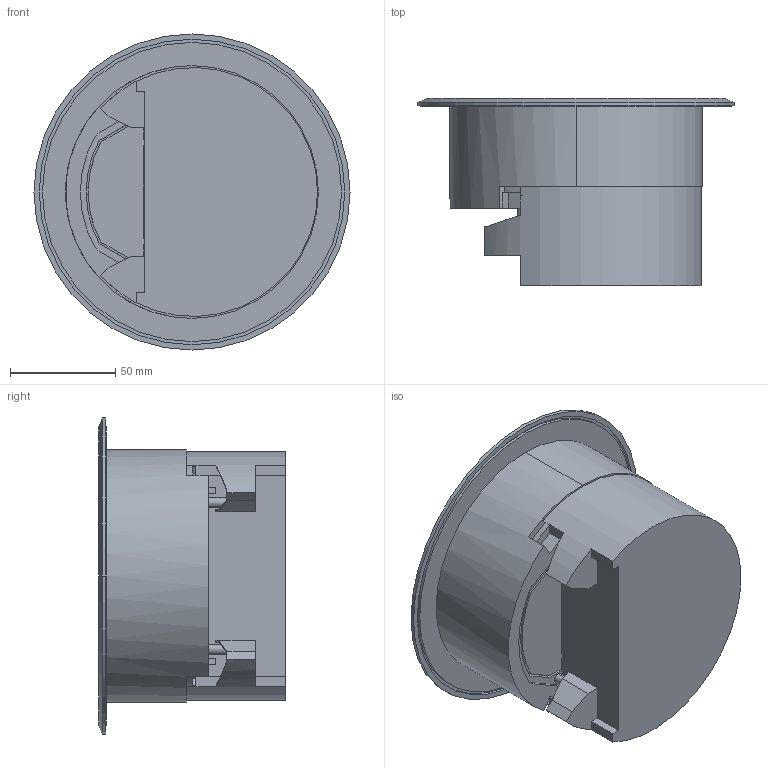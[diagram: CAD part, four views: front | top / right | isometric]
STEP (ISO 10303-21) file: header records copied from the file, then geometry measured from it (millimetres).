
FILE_DESCRIPTION((''),'2;1');
FILE_NAME('BSR02D02KUN_ASM','2023-01-06T14:57:14',('wilhelo'),(''),'CREO PARAMETRIC BY PTC INC, 2022024','CREO PARAMETRIC BY PTC INC, 2022024','');
FILE_SCHEMA(('AUTOMOTIVE_DESIGN { 1 0 10303 214 1 1 1 1 }'));
Length unit declared in the file: millimetre
Products named in the file (7): BSR_BECHERUNTERTEIL; BSR_BECHEROBERTEIL; BSR_GERTEAUFNAHME0; BSM012KUN; ESR2339010_STECKDOSEZWEIFACH; BSR_DECKEL_TUBUS; BSR02D02KUN_ASM
Assembly tree (6 placements, depth 2):
  BSR02D02KUN_ASM
    BSR_BECHERUNTERTEIL
    BSR_BECHEROBERTEIL
    BSR_GERTEAUFNAHME0
    BSM012KUN
    ESR2339010_STECKDOSEZWEIFACH
    BSR_DECKEL_TUBUS
Bounding box: 150 x 88.75 x 150 mm (x, y, z)
Volume: 340688.1 mm3; surface area: 198642.1 mm2
Topology: 6 solids, 6 shells, 321 faces, 882 edges, 594 vertices
Faces by surface type: plane 260, cylinder 59, cone 2
Entity records: 16891 total; most frequent: DIRECTION 2523, CARTESIAN_POINT 2391, ORIENTED_EDGE 1708, EDGE_CURVE 854, AXIS2_PLACEMENT_3D 799, VECTOR 760, LINE 760, VERTEX_POINT 566
